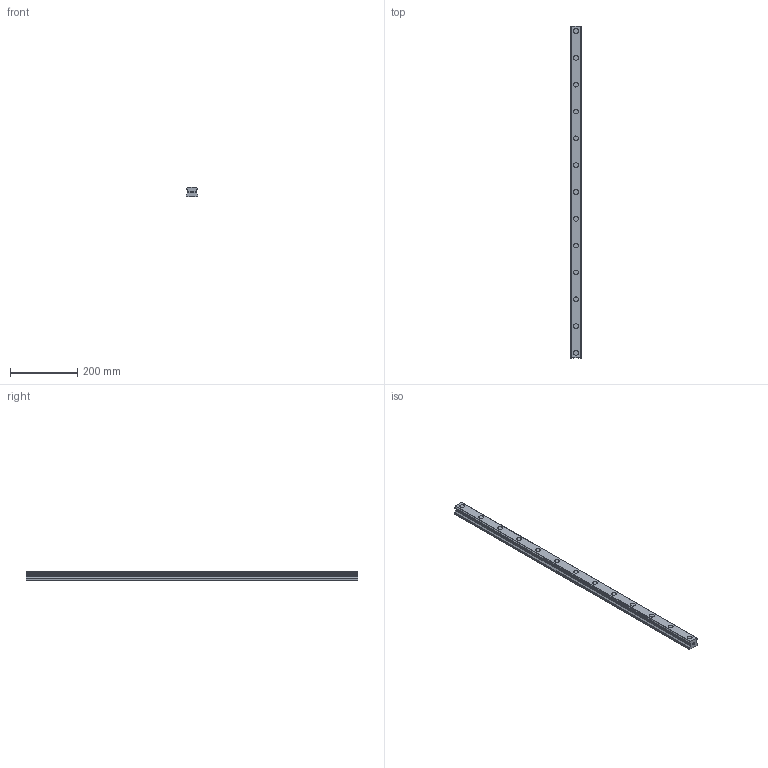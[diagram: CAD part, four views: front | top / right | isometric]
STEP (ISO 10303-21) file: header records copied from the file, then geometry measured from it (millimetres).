
FILE_DESCRIPTION(('STEP AP214'),'1');
FILE_NAME('cctmp_226BB368-3AAC-482F-9465-C0ED03CEA4DE_2020_7_1_10_53_57_538..stp','2020-07-01T08:53:57',('HIWIN GmbH'),('CADClick - www.CADClick.com'),'Spatial InterOp 3D',' ','unknown authorization');
FILE_SCHEMA(('AUTOMOTIVE_DESIGN'));
Length unit declared in the file: millimetre
Products named in the file (1): HGR35R990H_FILE
Bounding box: 34 x 990 x 29 mm (x, y, z)
Volume: 807299.5 mm3; surface area: 145223.3 mm2
Topology: 1 solids, 1 shells, 232 faces, 561 edges, 374 vertices
Faces by surface type: plane 132, cylinder 100
Entity records: 8705 total; most frequent: DIRECTION 1227, CARTESIAN_POINT 1168, ORIENTED_EDGE 1122, EDGE_CURVE 561, AXIS2_PLACEMENT_3D 433, VERTEX_POINT 374, LINE 361, VECTOR 361
